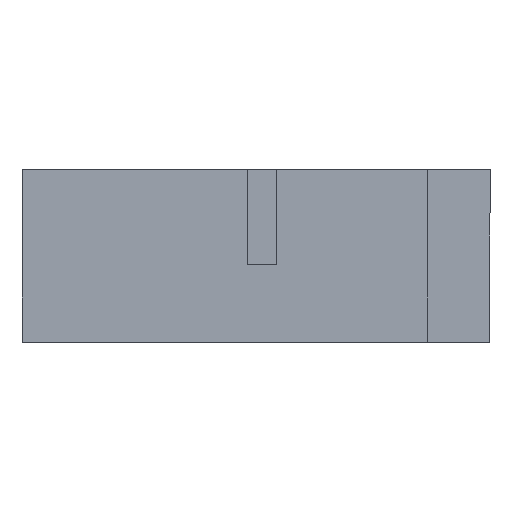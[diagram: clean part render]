
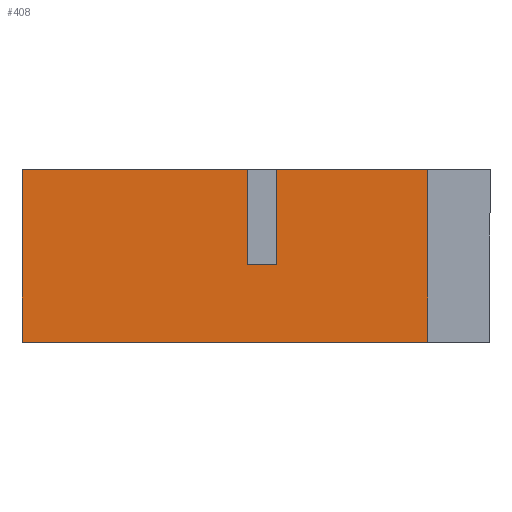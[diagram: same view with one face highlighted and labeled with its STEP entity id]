
A CAD part, top view. The second image highlights one B-rep face of the part: STEP entity #408.
In plain terms, the highlighted planar face has unit normal (0, 0, 1).
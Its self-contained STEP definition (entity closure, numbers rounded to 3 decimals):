
#16 = EDGE_CURVE ( 'NONE', #120, #130, #28, .T. ) ;
#20 = CARTESIAN_POINT ( 'NONE',  ( 0., 0., 85. ) ) ;
#25 = VECTOR ( 'NONE', #122, 1000. ) ;
#28 = LINE ( 'NONE', #64, #69 ) ;
#39 = ORIENTED_EDGE ( 'NONE', *, *, #249, .T. ) ;
#50 = CARTESIAN_POINT ( 'NONE',  ( -1080., -730., 85. ) ) ;
#52 = EDGE_CURVE ( 'NONE', #334, #74, #267, .T. ) ;
#58 = FACE_OUTER_BOUND ( 'NONE', #127, .T. ) ;
#64 = CARTESIAN_POINT ( 'NONE',  ( -1094.905, 0., 85. ) ) ;
#69 = VECTOR ( 'NONE', #300, 1000. ) ;
#74 = VERTEX_POINT ( 'NONE', #123 ) ;
#80 = EDGE_CURVE ( 'NONE', #312, #409, #331, .T. ) ;
#81 = ORIENTED_EDGE ( 'NONE', *, *, #16, .F. ) ;
#82 = CARTESIAN_POINT ( 'NONE',  ( 0., 0., 85. ) ) ;
#84 = DIRECTION ( 'NONE',  ( 1., 0., 0. ) ) ;
#90 = DIRECTION ( 'NONE',  ( 0., -1., 0. ) ) ;
#93 = EDGE_CURVE ( 'NONE', #221, #74, #206, .T. ) ;
#99 = VECTOR ( 'NONE', #90, 1000. ) ;
#106 = ORIENTED_EDGE ( 'NONE', *, *, #138, .T. ) ;
#114 = DIRECTION ( 'NONE',  ( 0., -1., 0. ) ) ;
#115 = DIRECTION ( 'NONE',  ( -1., 0., 0. ) ) ;
#119 = ORIENTED_EDGE ( 'NONE', *, *, #52, .T. ) ;
#120 = VERTEX_POINT ( 'NONE', #215 ) ;
#122 = DIRECTION ( 'NONE',  ( 0., 1., 0. ) ) ;
#123 = CARTESIAN_POINT ( 'NONE',  ( 0., -400., 85. ) ) ;
#125 = EDGE_CURVE ( 'NONE', #120, #312, #406, .T. ) ;
#127 = EDGE_LOOP ( 'NONE', ( #137, #129, #81, #342, #412, #106, #39, #119 ) ) ;
#129 = ORIENTED_EDGE ( 'NONE', *, *, #174, .F. ) ;
#130 = VERTEX_POINT ( 'NONE', #246 ) ;
#137 = ORIENTED_EDGE ( 'NONE', *, *, #93, .F. ) ;
#138 = EDGE_CURVE ( 'NONE', #409, #139, #188, .T. ) ;
#139 = VERTEX_POINT ( 'NONE', #248 ) ;
#143 = DIRECTION ( 'NONE',  ( 0., 0., 1. ) ) ;
#145 = CARTESIAN_POINT ( 'NONE',  ( -125., 0., 85. ) ) ;
#147 = DIRECTION ( 'NONE',  ( 1., 0., 0. ) ) ;
#164 = LINE ( 'NONE', #145, #298 ) ;
#174 = EDGE_CURVE ( 'NONE', #130, #221, #164, .T. ) ;
#176 = PLANE ( 'NONE',  #365 ) ;
#188 = LINE ( 'NONE', #220, #25 ) ;
#202 = VECTOR ( 'NONE', #405, 1000. ) ;
#206 = LINE ( 'NONE', #367, #217 ) ;
#215 = CARTESIAN_POINT ( 'NONE',  ( -1080., 0., 85. ) ) ;
#217 = VECTOR ( 'NONE', #84, 1000. ) ;
#220 = CARTESIAN_POINT ( 'NONE',  ( 640., 0., 85. ) ) ;
#221 = VERTEX_POINT ( 'NONE', #353 ) ;
#225 = CARTESIAN_POINT ( 'NONE',  ( 0., -730., 85. ) ) ;
#246 = CARTESIAN_POINT ( 'NONE',  ( -125., 0., 85. ) ) ;
#248 = CARTESIAN_POINT ( 'NONE',  ( 640., 0., 85. ) ) ;
#249 = EDGE_CURVE ( 'NONE', #139, #334, #368, .T. ) ;
#253 = VECTOR ( 'NONE', #147, 1000. ) ;
#257 = CARTESIAN_POINT ( 'NONE',  ( -1080., 0., 85. ) ) ;
#267 = LINE ( 'NONE', #432, #202 ) ;
#274 = VECTOR ( 'NONE', #115, 1000. ) ;
#298 = VECTOR ( 'NONE', #114, 1000. ) ;
#300 = DIRECTION ( 'NONE',  ( 1., 0., 0. ) ) ;
#312 = VERTEX_POINT ( 'NONE', #50 ) ;
#318 = CARTESIAN_POINT ( 'NONE',  ( 0., 0., 85. ) ) ;
#331 = LINE ( 'NONE', #225, #253 ) ;
#334 = VERTEX_POINT ( 'NONE', #20 ) ;
#342 = ORIENTED_EDGE ( 'NONE', *, *, #125, .T. ) ;
#353 = CARTESIAN_POINT ( 'NONE',  ( -125., -400., 85. ) ) ;
#365 = AXIS2_PLACEMENT_3D ( 'NONE', #82, #143, #389 ) ;
#367 = CARTESIAN_POINT ( 'NONE',  ( -1453.836, -400., 85. ) ) ;
#368 = LINE ( 'NONE', #318, #274 ) ;
#389 = DIRECTION ( 'NONE',  ( 1., 0., 0. ) ) ;
#405 = DIRECTION ( 'NONE',  ( 0., -1., 0. ) ) ;
#406 = LINE ( 'NONE', #257, #99 ) ;
#408 = ADVANCED_FACE ( 'NONE', ( #58 ), #176, .T. ) ;
#409 = VERTEX_POINT ( 'NONE', #417 ) ;
#412 = ORIENTED_EDGE ( 'NONE', *, *, #80, .T. ) ;
#417 = CARTESIAN_POINT ( 'NONE',  ( 640., -730., 85. ) ) ;
#432 = CARTESIAN_POINT ( 'NONE',  ( 0., 0., 85. ) ) ;
